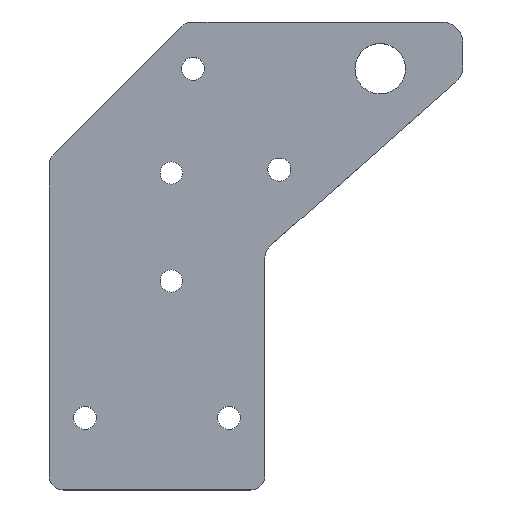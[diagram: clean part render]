
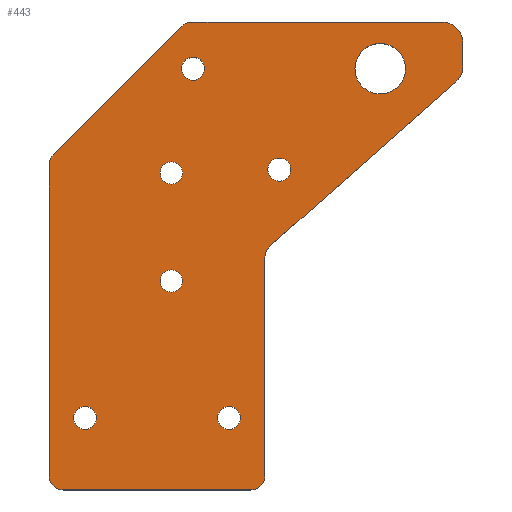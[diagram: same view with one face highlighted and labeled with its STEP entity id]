
A CAD part, top view. The second image highlights one B-rep face of the part: STEP entity #443.
In plain terms, the highlighted planar face has unit normal (0, 0, 1).
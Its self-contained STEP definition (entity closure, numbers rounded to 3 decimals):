
#15=FACE_BOUND('',#64,.T.);
#16=FACE_BOUND('',#65,.T.);
#17=FACE_BOUND('',#66,.T.);
#18=FACE_BOUND('',#67,.T.);
#19=FACE_BOUND('',#68,.T.);
#20=FACE_BOUND('',#69,.T.);
#21=FACE_BOUND('',#70,.T.);
#29=PLANE('',#493);
#40=FACE_OUTER_BOUND('',#63,.T.);
#63=EDGE_LOOP('',(#309,#310,#311,#312,#313,#314,#315,#316,#317,#318,#319,
#320,#321,#322));
#64=EDGE_LOOP('',(#323));
#65=EDGE_LOOP('',(#324));
#66=EDGE_LOOP('',(#325));
#67=EDGE_LOOP('',(#326));
#68=EDGE_LOOP('',(#327));
#69=EDGE_LOOP('',(#328));
#70=EDGE_LOOP('',(#329));
#101=LINE('',#695,#136);
#102=LINE('',#699,#137);
#103=LINE('',#703,#138);
#104=LINE('',#707,#139);
#105=LINE('',#711,#140);
#106=LINE('',#715,#141);
#107=LINE('',#718,#142);
#136=VECTOR('',#557,10.);
#137=VECTOR('',#560,10.);
#138=VECTOR('',#563,10.);
#139=VECTOR('',#566,10.);
#140=VECTOR('',#569,10.);
#141=VECTOR('',#572,10.);
#142=VECTOR('',#575,10.);
#168=CIRCLE('',#488,1.6);
#171=CIRCLE('',#492,2.);
#172=CIRCLE('',#494,2.);
#173=CIRCLE('',#495,3.);
#174=CIRCLE('',#496,3.);
#175=CIRCLE('',#497,2.);
#176=CIRCLE('',#498,2.);
#177=CIRCLE('',#499,2.);
#178=CIRCLE('',#500,3.5);
#179=CIRCLE('',#501,1.6);
#180=CIRCLE('',#502,1.6);
#181=CIRCLE('',#503,1.6);
#182=CIRCLE('',#504,1.55);
#183=CIRCLE('',#505,1.55);
#196=VERTEX_POINT('',#679);
#200=VERTEX_POINT('',#688);
#201=VERTEX_POINT('',#690);
#202=VERTEX_POINT('',#694);
#203=VERTEX_POINT('',#696);
#204=VERTEX_POINT('',#698);
#205=VERTEX_POINT('',#700);
#206=VERTEX_POINT('',#702);
#207=VERTEX_POINT('',#704);
#208=VERTEX_POINT('',#706);
#209=VERTEX_POINT('',#708);
#210=VERTEX_POINT('',#710);
#211=VERTEX_POINT('',#712);
#212=VERTEX_POINT('',#714);
#213=VERTEX_POINT('',#716);
#214=VERTEX_POINT('',#719);
#215=VERTEX_POINT('',#721);
#216=VERTEX_POINT('',#723);
#217=VERTEX_POINT('',#725);
#218=VERTEX_POINT('',#727);
#219=VERTEX_POINT('',#729);
#238=EDGE_CURVE('',#196,#196,#168,.T.);
#243=EDGE_CURVE('',#200,#201,#171,.T.);
#245=EDGE_CURVE('',#200,#202,#101,.T.);
#246=EDGE_CURVE('',#203,#202,#172,.T.);
#247=EDGE_CURVE('',#203,#204,#102,.T.);
#248=EDGE_CURVE('',#205,#204,#173,.T.);
#249=EDGE_CURVE('',#205,#206,#103,.T.);
#250=EDGE_CURVE('',#207,#206,#174,.T.);
#251=EDGE_CURVE('',#207,#208,#104,.T.);
#252=EDGE_CURVE('',#209,#208,#175,.T.);
#253=EDGE_CURVE('',#209,#210,#105,.T.);
#254=EDGE_CURVE('',#211,#210,#176,.T.);
#255=EDGE_CURVE('',#211,#212,#106,.T.);
#256=EDGE_CURVE('',#213,#212,#177,.T.);
#257=EDGE_CURVE('',#213,#201,#107,.T.);
#258=EDGE_CURVE('',#214,#214,#178,.T.);
#259=EDGE_CURVE('',#215,#215,#179,.T.);
#260=EDGE_CURVE('',#216,#216,#180,.T.);
#261=EDGE_CURVE('',#217,#217,#181,.T.);
#262=EDGE_CURVE('',#218,#218,#182,.T.);
#263=EDGE_CURVE('',#219,#219,#183,.T.);
#309=ORIENTED_EDGE('',*,*,#243,.F.);
#310=ORIENTED_EDGE('',*,*,#245,.T.);
#311=ORIENTED_EDGE('',*,*,#246,.F.);
#312=ORIENTED_EDGE('',*,*,#247,.T.);
#313=ORIENTED_EDGE('',*,*,#248,.F.);
#314=ORIENTED_EDGE('',*,*,#249,.T.);
#315=ORIENTED_EDGE('',*,*,#250,.F.);
#316=ORIENTED_EDGE('',*,*,#251,.T.);
#317=ORIENTED_EDGE('',*,*,#252,.F.);
#318=ORIENTED_EDGE('',*,*,#253,.T.);
#319=ORIENTED_EDGE('',*,*,#254,.F.);
#320=ORIENTED_EDGE('',*,*,#255,.T.);
#321=ORIENTED_EDGE('',*,*,#256,.F.);
#322=ORIENTED_EDGE('',*,*,#257,.T.);
#323=ORIENTED_EDGE('',*,*,#238,.T.);
#324=ORIENTED_EDGE('',*,*,#258,.T.);
#325=ORIENTED_EDGE('',*,*,#259,.T.);
#326=ORIENTED_EDGE('',*,*,#260,.T.);
#327=ORIENTED_EDGE('',*,*,#261,.T.);
#328=ORIENTED_EDGE('',*,*,#262,.T.);
#329=ORIENTED_EDGE('',*,*,#263,.T.);
#443=ADVANCED_FACE('',(#40,#15,#16,#17,#18,#19,#20,#21),#29,.T.);
#488=AXIS2_PLACEMENT_3D('',#680,#542,#543);
#492=AXIS2_PLACEMENT_3D('',#691,#552,#553);
#493=AXIS2_PLACEMENT_3D('',#693,#555,#556);
#494=AXIS2_PLACEMENT_3D('',#697,#558,#559);
#495=AXIS2_PLACEMENT_3D('',#701,#561,#562);
#496=AXIS2_PLACEMENT_3D('',#705,#564,#565);
#497=AXIS2_PLACEMENT_3D('',#709,#567,#568);
#498=AXIS2_PLACEMENT_3D('',#713,#570,#571);
#499=AXIS2_PLACEMENT_3D('',#717,#573,#574);
#500=AXIS2_PLACEMENT_3D('',#720,#576,#577);
#501=AXIS2_PLACEMENT_3D('',#722,#578,#579);
#502=AXIS2_PLACEMENT_3D('',#724,#580,#581);
#503=AXIS2_PLACEMENT_3D('',#726,#582,#583);
#504=AXIS2_PLACEMENT_3D('',#728,#584,#585);
#505=AXIS2_PLACEMENT_3D('',#730,#586,#587);
#542=DIRECTION('center_axis',(0.,0.,-1.));
#543=DIRECTION('ref_axis',(1.,0.,0.));
#552=DIRECTION('center_axis',(0.,0.,-1.));
#553=DIRECTION('ref_axis',(0.707,-0.707,0.));
#555=DIRECTION('center_axis',(0.,0.,1.));
#556=DIRECTION('ref_axis',(1.,0.,0.));
#557=DIRECTION('',(0.,1.,0.));
#558=DIRECTION('center_axis',(0.,0.,1.));
#559=DIRECTION('ref_axis',(-0.912,0.411,0.));
#560=DIRECTION('',(0.749,0.662,0.));
#561=DIRECTION('center_axis',(0.,0.,-1.));
#562=DIRECTION('ref_axis',(0.912,-0.411,0.));
#563=DIRECTION('',(0.,1.,0.));
#564=DIRECTION('center_axis',(0.,0.,-1.));
#565=DIRECTION('ref_axis',(0.707,0.707,0.));
#566=DIRECTION('',(-1.,0.,0.));
#567=DIRECTION('center_axis',(0.,0.,-1.));
#568=DIRECTION('ref_axis',(-0.383,0.924,0.));
#569=DIRECTION('',(-0.707,-0.707,0.));
#570=DIRECTION('center_axis',(0.,0.,-1.));
#571=DIRECTION('ref_axis',(-0.924,0.383,0.));
#572=DIRECTION('',(0.,-1.,0.));
#573=DIRECTION('center_axis',(0.,0.,-1.));
#574=DIRECTION('ref_axis',(-0.707,-0.707,0.));
#575=DIRECTION('',(1.,0.,0.));
#576=DIRECTION('center_axis',(0.,0.,-1.));
#577=DIRECTION('ref_axis',(1.,0.,0.));
#578=DIRECTION('center_axis',(0.,0.,-1.));
#579=DIRECTION('ref_axis',(1.,0.,0.));
#580=DIRECTION('center_axis',(0.,0.,-1.));
#581=DIRECTION('ref_axis',(1.,0.,0.));
#582=DIRECTION('center_axis',(0.,0.,-1.));
#583=DIRECTION('ref_axis',(1.,0.,0.));
#584=DIRECTION('center_axis',(0.,0.,-1.));
#585=DIRECTION('ref_axis',(1.,0.,0.));
#586=DIRECTION('center_axis',(0.,0.,-1.));
#587=DIRECTION('ref_axis',(1.,0.,0.));
#679=CARTESIAN_POINT('',(3.4,-22.5,3.));
#680=CARTESIAN_POINT('Origin',(5.,-22.5,3.));
#688=CARTESIAN_POINT('',(10.,-30.5,3.));
#690=CARTESIAN_POINT('',(8.,-32.5,3.));
#691=CARTESIAN_POINT('Origin',(8.,-30.5,3.));
#693=CARTESIAN_POINT('Origin',(-2.5,0.,3.));
#694=CARTESIAN_POINT('',(10.,-0.153,3.));
#695=CARTESIAN_POINT('',(10.,-12.5,3.));
#696=CARTESIAN_POINT('',(10.676,1.346,3.));
#697=CARTESIAN_POINT('Origin',(12.,-0.153,3.));
#698=CARTESIAN_POINT('',(36.486,24.143,3.));
#699=CARTESIAN_POINT('',(20.219,9.776,3.));
#700=CARTESIAN_POINT('',(37.5,26.392,3.));
#701=CARTESIAN_POINT('Origin',(34.5,26.392,3.));
#702=CARTESIAN_POINT('',(37.5,29.5,3.));
#703=CARTESIAN_POINT('',(37.5,-32.5,3.));
#704=CARTESIAN_POINT('',(34.5,32.5,3.));
#705=CARTESIAN_POINT('Origin',(34.5,29.5,3.));
#706=CARTESIAN_POINT('',(-0.143,32.5,3.));
#707=CARTESIAN_POINT('',(37.5,32.5,3.));
#708=CARTESIAN_POINT('',(-1.557,31.914,3.));
#709=CARTESIAN_POINT('Origin',(-0.143,30.5,3.));
#710=CARTESIAN_POINT('',(-19.414,14.057,3.));
#711=CARTESIAN_POINT('',(-26.979,6.493,3.));
#712=CARTESIAN_POINT('',(-20.,12.643,3.));
#713=CARTESIAN_POINT('Origin',(-18.,12.643,3.));
#714=CARTESIAN_POINT('',(-20.,-30.5,3.));
#715=CARTESIAN_POINT('',(-20.,10.344,3.));
#716=CARTESIAN_POINT('',(-18.,-32.5,3.));
#717=CARTESIAN_POINT('Origin',(-18.,-30.5,3.));
#718=CARTESIAN_POINT('',(-42.5,-32.5,3.));
#719=CARTESIAN_POINT('',(22.5,26.,3.));
#720=CARTESIAN_POINT('Origin',(26.,26.,3.));
#721=CARTESIAN_POINT('',(-16.6,-22.5,3.));
#722=CARTESIAN_POINT('Origin',(-15.,-22.5,3.));
#723=CARTESIAN_POINT('',(-1.6,26.,3.));
#724=CARTESIAN_POINT('Origin',(0.,26.,3.));
#725=CARTESIAN_POINT('',(10.4,12.,3.));
#726=CARTESIAN_POINT('Origin',(12.,12.,3.));
#727=CARTESIAN_POINT('',(-4.55,11.526,3.));
#728=CARTESIAN_POINT('Origin',(-3.,11.526,3.));
#729=CARTESIAN_POINT('',(-4.55,-3.474,3.));
#730=CARTESIAN_POINT('Origin',(-3.,-3.474,3.));
